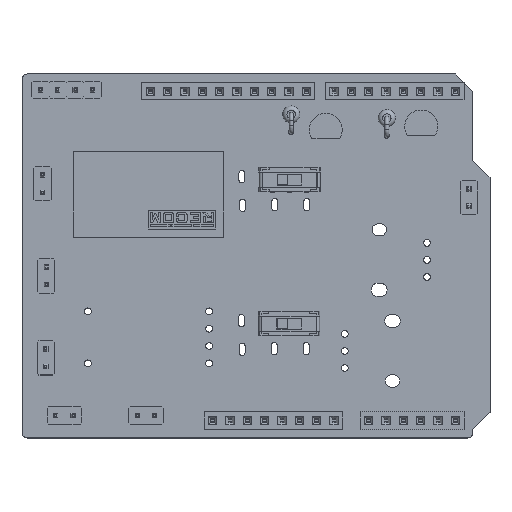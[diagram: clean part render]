
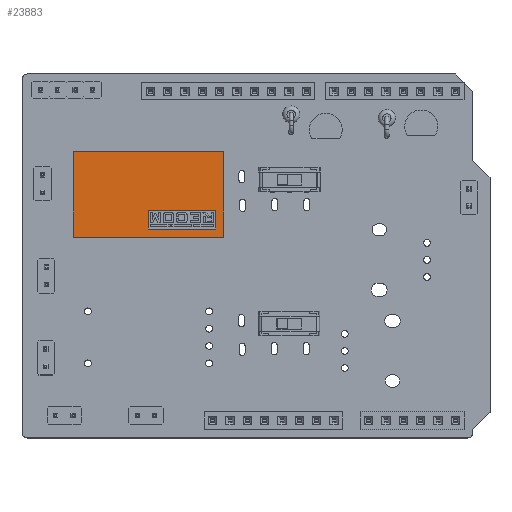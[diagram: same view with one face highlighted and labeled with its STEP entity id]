
A CAD part, top view. The second image highlights one B-rep face of the part: STEP entity #23883.
In plain terms, the highlighted face is planar.
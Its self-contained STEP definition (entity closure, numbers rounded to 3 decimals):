
#23526 = EDGE_CURVE('',#23527,#23529,#23531,.T.);
#23527 = VERTEX_POINT('',#23528);
#23528 = CARTESIAN_POINT('',(-9.85,8.5,-2.375));
#23529 = VERTEX_POINT('',#23530);
#23530 = CARTESIAN_POINT('',(-9.85,8.5,-5.075));
#23531 = LINE('',#23532,#23533);
#23532 = CARTESIAN_POINT('',(-9.85,8.5,-1.188));
#23533 = VECTOR('',#23534,1.);
#23534 = DIRECTION('',(0.,0.,-1.));
#23566 = EDGE_CURVE('',#23567,#23527,#23569,.T.);
#23567 = VERTEX_POINT('',#23568);
#23568 = CARTESIAN_POINT('',(0.05,8.5,-2.375));
#23569 = LINE('',#23570,#23571);
#23570 = CARTESIAN_POINT('',(5.55,8.5,-2.375));
#23571 = VECTOR('',#23572,1.);
#23572 = DIRECTION('',(-1.,0.,0.));
#23597 = EDGE_CURVE('',#23598,#23567,#23600,.T.);
#23598 = VERTEX_POINT('',#23599);
#23599 = CARTESIAN_POINT('',(0.05,8.5,-5.075));
#23600 = LINE('',#23601,#23602);
#23601 = CARTESIAN_POINT('',(0.05,8.5,-2.538));
#23602 = VECTOR('',#23603,1.);
#23603 = DIRECTION('',(0.,0.,1.));
#23628 = EDGE_CURVE('',#23529,#23598,#23629,.T.);
#23629 = LINE('',#23630,#23631);
#23630 = CARTESIAN_POINT('',(0.6,8.5,-5.075));
#23631 = VECTOR('',#23632,1.);
#23632 = DIRECTION('',(1.,0.,0.));
#23883 = ADVANCED_FACE('',(#23884,#23890),#23924,.T.);
#23884 = FACE_BOUND('',#23885,.T.);
#23885 = EDGE_LOOP('',(#23886,#23887,#23888,#23889));
#23886 = ORIENTED_EDGE('',*,*,#23526,.T.);
#23887 = ORIENTED_EDGE('',*,*,#23628,.T.);
#23888 = ORIENTED_EDGE('',*,*,#23597,.T.);
#23889 = ORIENTED_EDGE('',*,*,#23566,.T.);
#23890 = FACE_BOUND('',#23891,.T.);
#23891 = EDGE_LOOP('',(#23892,#23902,#23910,#23918));
#23892 = ORIENTED_EDGE('',*,*,#23893,.T.);
#23893 = EDGE_CURVE('',#23894,#23896,#23898,.T.);
#23894 = VERTEX_POINT('',#23895);
#23895 = CARTESIAN_POINT('',(-11.05,8.5,-6.275));
#23896 = VERTEX_POINT('',#23897);
#23897 = CARTESIAN_POINT('',(-11.05,8.5,6.275));
#23898 = LINE('',#23899,#23900);
#23899 = CARTESIAN_POINT('',(-11.05,8.5,0.));
#23900 = VECTOR('',#23901,1.);
#23901 = DIRECTION('',(0.,0.,1.));
#23902 = ORIENTED_EDGE('',*,*,#23903,.F.);
#23903 = EDGE_CURVE('',#23904,#23896,#23906,.T.);
#23904 = VERTEX_POINT('',#23905);
#23905 = CARTESIAN_POINT('',(11.05,8.5,6.275));
#23906 = LINE('',#23907,#23908);
#23907 = CARTESIAN_POINT('',(11.05,8.5,6.275));
#23908 = VECTOR('',#23909,1.);
#23909 = DIRECTION('',(-1.,0.,0.));
#23910 = ORIENTED_EDGE('',*,*,#23911,.F.);
#23911 = EDGE_CURVE('',#23912,#23904,#23914,.T.);
#23912 = VERTEX_POINT('',#23913);
#23913 = CARTESIAN_POINT('',(11.05,8.5,-6.275));
#23914 = LINE('',#23915,#23916);
#23915 = CARTESIAN_POINT('',(11.05,8.5,0.));
#23916 = VECTOR('',#23917,1.);
#23917 = DIRECTION('',(0.,0.,1.));
#23918 = ORIENTED_EDGE('',*,*,#23919,.F.);
#23919 = EDGE_CURVE('',#23894,#23912,#23920,.T.);
#23920 = LINE('',#23921,#23922);
#23921 = CARTESIAN_POINT('',(11.05,8.5,-6.275));
#23922 = VECTOR('',#23923,1.);
#23923 = DIRECTION('',(1.,0.,0.));
#23924 = PLANE('',#23925);
#23925 = AXIS2_PLACEMENT_3D('',#23926,#23927,#23928);
#23926 = CARTESIAN_POINT('',(11.05,8.5,0.));
#23927 = DIRECTION('',(0.,1.,0.));
#23928 = DIRECTION('',(-1.,0.,0.));
